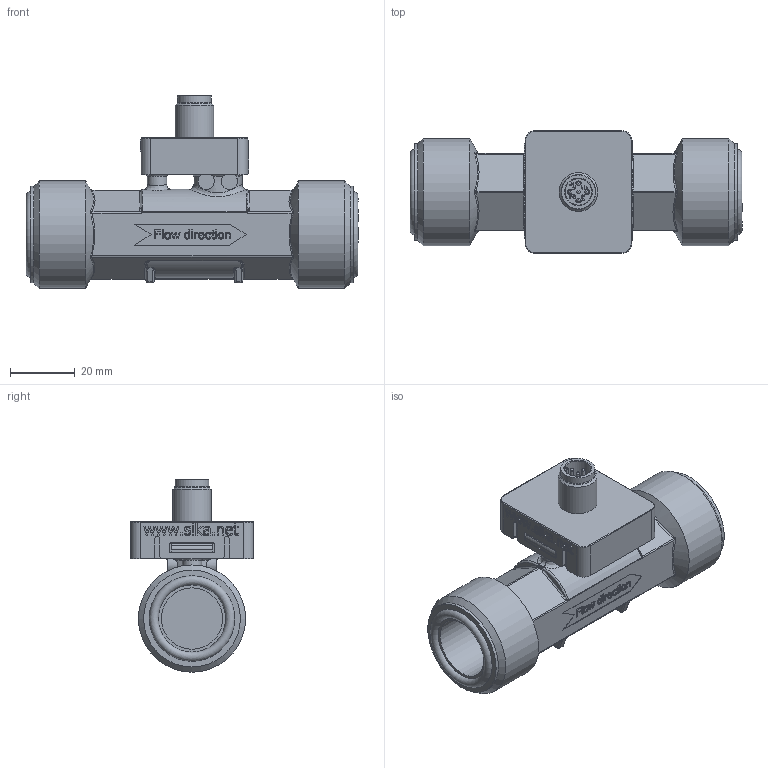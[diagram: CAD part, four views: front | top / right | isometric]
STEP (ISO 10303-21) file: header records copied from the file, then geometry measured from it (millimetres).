
FILE_DESCRIPTION(/* description */ (''),/* implementation_level */ '2;1');
FILE_NAME(/* name */ 'VVXC9SNB00001527.stp',/* time_stamp */ '2024-04-11T09:25:34+02:00',/* author */ ('sadlowski'),/* organization */ (''),/* preprocessor_version */ 'ST-DEVELOPER v18',/* originating_system */ 'Autodesk Inventor 2020',/* authorisation */ '');
FILE_SCHEMA (('AUTOMOTIVE_DESIGN { 1 0 10303 214 3 1 1 }'));
Length unit declared in the file: millimetre
Products named in the file (1): VVX20_-_G1_außen__00413160
Bounding box: 102.89 x 38 x 59.62 mm (x, y, z)
Volume: 73510.1 mm3; surface area: 20968.1 mm2
Topology: 1 solids, 1 shells, 1221 faces, 3241 edges, 2122 vertices
Faces by surface type: plane 688, bspline 344, cylinder 133, torus 30, sphere 13, cone 13
Full cylindrical faces by diameter (mm): 1 x5, 6 x1, 10.5 x1, 12 x1, 15 x1, 19 x2, 30 x2, 33.249 x2
Entity records: 43146 total; most frequent: CARTESIAN_POINT 14893, ORIENTED_EDGE 6472, DIRECTION 4682, EDGE_CURVE 3236, VERTEX_POINT 2122, LINE 2094, VECTOR 2094, EDGE_LOOP 1332
